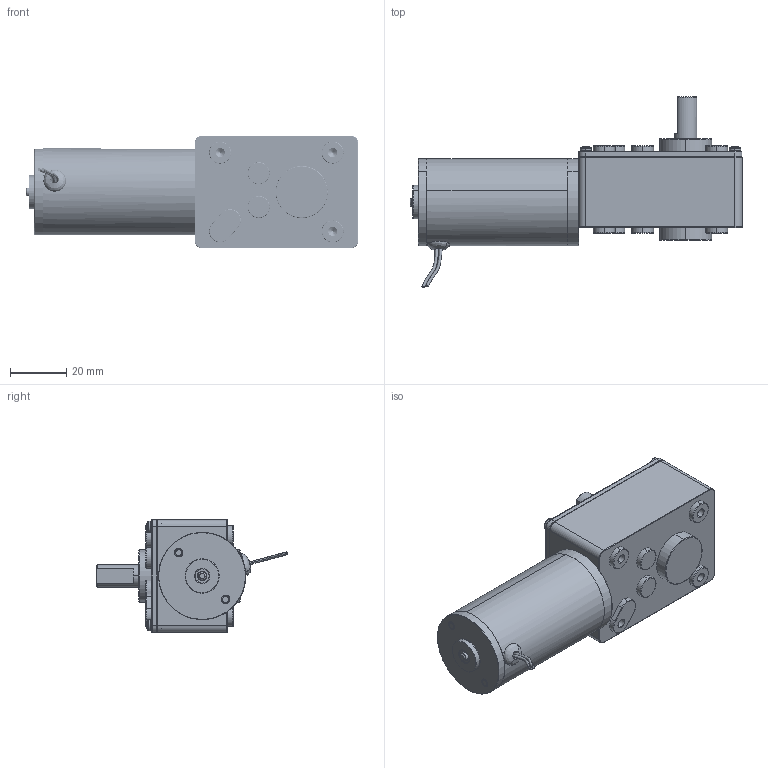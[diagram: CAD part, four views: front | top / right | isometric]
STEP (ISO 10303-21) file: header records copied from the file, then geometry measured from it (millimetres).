
FILE_DESCRIPTION (( 'STEP AP203' ), '1' );
FILE_NAME ('5840-31ZY.STEP', '2022-03-31T06:18:29', ( '' ), ( '' ), 'SwSTEP 2.0', 'SolidWorks 2020', '' );
FILE_SCHEMA (( 'CONFIG_CONTROL_DESIGN' ));
Length unit declared in the file: millimetre
Products named in the file (21): 曹厒眊褲旯; 萇儂抯芃嘐隅啣; 萇儂裔2; 郪璃奻裔; e rings gb_GB_CONNECTING_PIECE_RINGS_HR 6; 电机线胶圈; 萇儂棠沺; M2.5 x  8_B18.6.7M - M2.5 x 0.45 x 8 Type I Cross Recessed PHMS --8S; 郪璃熬厒眊粣; 5840-31ZY; 萇儂盄; GB823-88十字槽小盘头螺钉M3×55; 萇儂軞蚾; 粣創688zz; 萇儂蛌赽; 熬厒眊怀堤粣; 萇儂耜裔傍杶; 萇儂褲1; 萇儂裔3; 萇儂棠沺縐銅; 曹厒眊奻裔
Assembly tree (27 placements, depth 3):
  5840-31ZY
    曹厒眊褲旯
    粣創688zz
    郪璃熬厒眊粣
      熬厒眊怀堤粣
      e rings gb_GB_CONNECTING_PIECE_RINGS_HR 6
    郪璃奻裔
      曹厒眊奻裔
      粣創688zz
    M2.5 x  8_B18.6.7M - M2.5 x 0.45 x 8 Type I Cross Recessed PHMS --8S  x4
    萇儂軞蚾
      萇儂褲1
      萇儂棠沺
      萇儂棠沺縐銅  x2
      萇儂抯芃嘐隅啣
      萇儂裔3
      电机线胶圈
      萇儂蛌赽
      萇儂耜裔傍杶  x2
      萇儂裔2
      GB823-88十字槽小盘头螺钉M3×55  x2
      萇儂盄
Bounding box: 118 x 67.8 x 40 mm (x, y, z)
Volume: 46030.2 mm3; surface area: 58377.1 mm2
Topology: 29 solids, 29 shells, 3356 faces, 8352 edges, 4985 vertices
Faces by surface type: cylinder 1426, cone 797, torus 461, plane 426, sphere 238, bspline 8
Entity records: 77157 total; most frequent: CARTESIAN_POINT 18219, DIRECTION 12278, ORIENTED_EDGE 11918, EDGE_CURVE 5959, AXIS2_PLACEMENT_3D 5104, VERTEX_POINT 3541, CIRCLE 2628, EDGE_LOOP 2596
